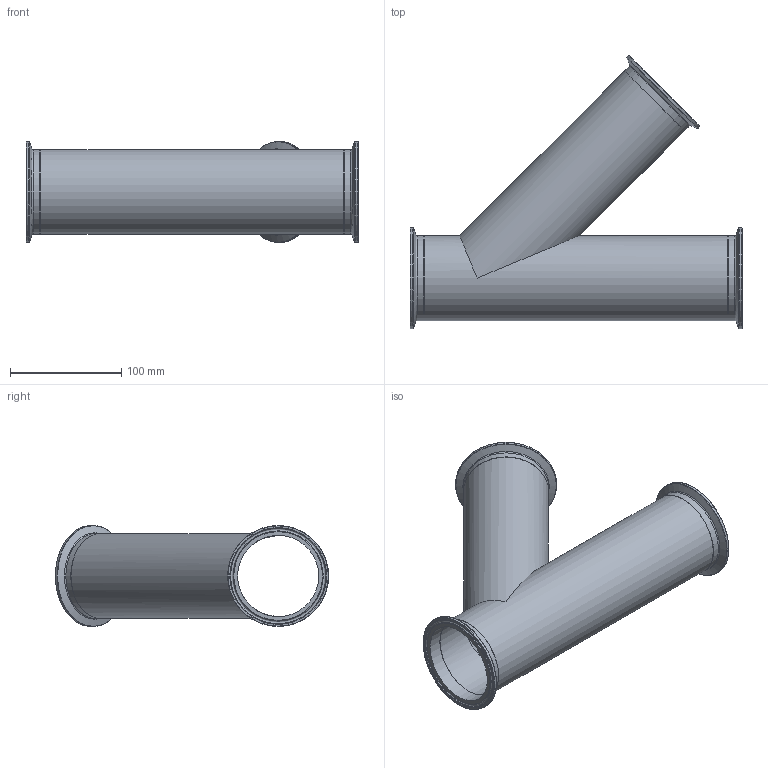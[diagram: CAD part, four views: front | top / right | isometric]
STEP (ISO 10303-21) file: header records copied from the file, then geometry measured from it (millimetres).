
FILE_DESCRIPTION(/* description */ (''),/* implementation_level */ '2;1');
FILE_NAME(/* name */ '28AMP-3.stp',/* time_stamp */ '2021-08-02T08:06:17-04:00',/* author */ ('ken'),/* organization */ (''),/* preprocessor_version */ 'ST-DEVELOPER v18',/* originating_system */ 'Autodesk Inventor 2020',/* authorisation */ '');
FILE_SCHEMA (('AUTOMOTIVE_DESIGN { 1 0 10303 214 3 1 1 }'));
Length unit declared in the file: inch
Products named in the file (3): 28AMP-3; 28AMP-3_1; 14WMP-3
Assembly tree (4 placements, depth 2):
  28AMP-3
    28AMP-3_1
    14WMP-3  x3
Bounding box: 298.45 x 245.82 x 90.91 mm (x, y, z)
Volume: 202853 mm3; surface area: 234613.6 mm2
Topology: 4 solids, 4 shells, 58 faces, 196 edges, 148 vertices
Faces by surface type: torus 24, cylinder 13, plane 12, cone 9
Full cylindrical faces by diameter (mm): 72.898 x5, 76.2 x5, 90.907 x3
Entity records: 1093 total; most frequent: DIRECTION 206, CARTESIAN_POINT 167, ORIENTED_EDGE 156, AXIS2_PLACEMENT_3D 97, EDGE_CURVE 78, CIRCLE 59, VERTEX_POINT 58, EDGE_LOOP 30
